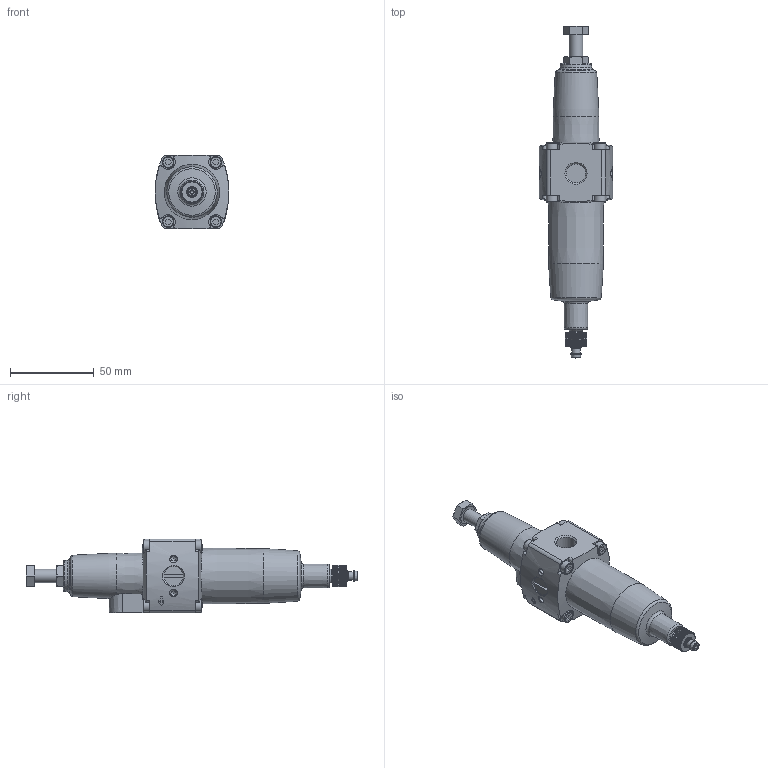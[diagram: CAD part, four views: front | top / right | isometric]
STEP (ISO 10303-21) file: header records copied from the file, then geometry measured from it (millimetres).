
FILE_DESCRIPTION(/* description */ ('STEP AP214'),/* implementation_level */ '2;1');
FILE_NAME(/* name */ '8120907_PCRP-44-G14-12-C-R1-M-T18',/* time_stamp */ '2024-09-13T16:28:19+02:00',/* author */ ('License CC BY-ND 4.0'),/* organization */ ('CADENAS'),/* preprocessor_version */ 'ST-DEVELOPER v19.3',/* originating_system */ 'PARTsolutions',/* authorisation */ ' ');
FILE_SCHEMA (('AUTOMOTIVE_DESIGN {1 0 10303 214 3 1 1}'));
Length unit declared in the file: millimetre
Products named in the file (6): 8120907 PCRP-44-G14-12-C-R1-M-T18; 8120907 PCRP-44-G14-12-C-R1-M-T18---(h); 4872197 PCRP---(s); DIN-439-B - M8(F); 5058551 PCRP-44---(s); 4791639 PCRP---(s)
Assembly tree (6 placements, depth 2):
  8120907 PCRP-44-G14-12-C-R1-M-T18
    8120907 PCRP-44-G14-12-C-R1-M-T18---(h)
    4872197 PCRP---(s)  x2
    DIN-439-B - M8(F)
    5058551 PCRP-44---(s)
    4791639 PCRP---(s)
Bounding box: 44 x 198.08 x 44 mm (x, y, z)
Volume: 139392.2 mm3; surface area: 28023.5 mm2
Topology: 6 solids, 6 shells, 425 faces, 1062 edges, 689 vertices
Faces by surface type: plane 270, cylinder 75, cone 45, torus 33, sphere 2
Full cylindrical faces by diameter (mm): 1.5 x1, 2.5 x2, 3.242 x4, 4.8 x1, 4.95 x1, 5 x3, 6 x2, 6.3 x1, 6.647 x2, 7 x8, 7.5 x1, 7.7 x1, 8 x2, 8.376 x1, 8.566 x1, 8.64 x2, 10 x1, 11 x2, 11.445 x4, 11.6 x1, 13.157 x2
Entity records: 12104 total; most frequent: CARTESIAN_POINT 3097, ORIENTED_EDGE 1802, DIRECTION 1642, EDGE_CURVE 901, VERTEX_POINT 648, AXIS2_PLACEMENT_3D 638, FACE_BOUND 565, EDGE_LOOP 561
